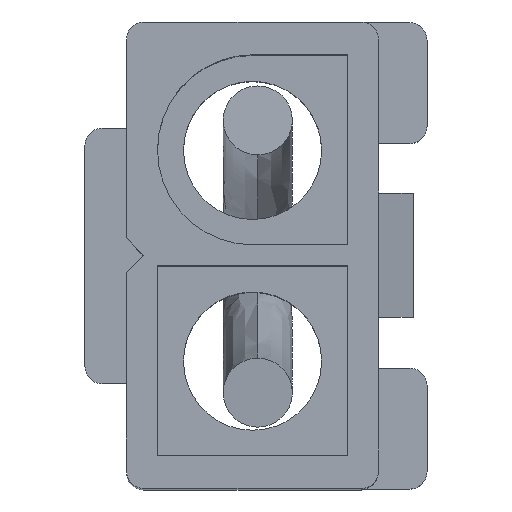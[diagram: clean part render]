
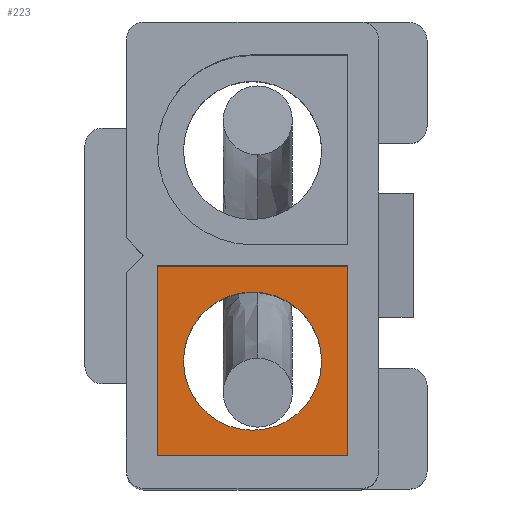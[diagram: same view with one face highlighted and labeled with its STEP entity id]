
A CAD part, top view. The second image highlights one B-rep face of the part: STEP entity #223.
In plain terms, the highlighted planar face has unit normal (0, 0, 1).
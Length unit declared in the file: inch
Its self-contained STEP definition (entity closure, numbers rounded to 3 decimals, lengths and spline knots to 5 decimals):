
#132 = VERTEX_POINT ( 'NONE', #1085 ) ;
#134 = EDGE_CURVE ( 'NONE', #135, #132, #1212, .T. ) ;
#135 = VERTEX_POINT ( 'NONE', #1213 ) ;
#210 = EDGE_LOOP ( 'NONE', ( #224, #225 ) ) ;
#211 = VERTEX_POINT ( 'NONE', #1451 ) ;
#212 = ORIENTED_EDGE ( 'NONE', *, *, #213, .F. ) ;
#213 = EDGE_CURVE ( 'NONE', #214, #211, #1450, .T. ) ;
#214 = VERTEX_POINT ( 'NONE', #1446 ) ;
#215 = ORIENTED_EDGE ( 'NONE', *, *, #216, .F. ) ;
#216 = EDGE_CURVE ( 'NONE', #430, #214, #1445, .T. ) ;
#223 = ADVANCED_FACE ( 'NONE', ( #1388, #1387 ), #1385, .T. ) ;
#224 = ORIENTED_EDGE ( 'NONE', *, *, #134, .T. ) ;
#225 = ORIENTED_EDGE ( 'NONE', *, *, #434, .T. ) ;
#226 = EDGE_LOOP ( 'NONE', ( #227, #431, #212, #215 ) ) ;
#227 = ORIENTED_EDGE ( 'NONE', *, *, #228, .F. ) ;
#228 = EDGE_CURVE ( 'NONE', #429, #430, #1501, .T. ) ;
#429 = VERTEX_POINT ( 'NONE', #1845 ) ;
#430 = VERTEX_POINT ( 'NONE', #1844 ) ;
#431 = ORIENTED_EDGE ( 'NONE', *, *, #432, .F. ) ;
#432 = EDGE_CURVE ( 'NONE', #211, #429, #1842, .T. ) ;
#434 = EDGE_CURVE ( 'NONE', #132, #135, #1922, .T. ) ;
#949 = DIRECTION ( 'NONE',  ( 1., 0., 0. ) ) ;
#1085 = CARTESIAN_POINT ( 'NONE',  ( -0.18701, -0.12008, 0. ) ) ;
#1208 = DIRECTION ( 'NONE',  ( 1., 0., 0. ) ) ;
#1209 = DIRECTION ( 'NONE',  ( 0., 0., -1. ) ) ;
#1210 = CARTESIAN_POINT ( 'NONE',  ( -0.10827, -0.12008, 0. ) ) ;
#1211 = AXIS2_PLACEMENT_3D ( 'NONE', #1210, #1209, #1208 ) ;
#1212 = CIRCLE ( 'NONE', #1211, 0.07874 ) ;
#1213 = CARTESIAN_POINT ( 'NONE',  ( -0.02953, -0.12008, 0. ) ) ;
#1382 = DIRECTION ( 'NONE',  ( 0., 0., 1. ) ) ;
#1383 = CARTESIAN_POINT ( 'NONE',  ( 0., 0., 0. ) ) ;
#1384 = AXIS2_PLACEMENT_3D ( 'NONE', #1383, #1382, #949 ) ;
#1385 = PLANE ( 'NONE',  #1384 ) ;
#1387 = FACE_OUTER_BOUND ( 'NONE', #226, .T. ) ;
#1388 = FACE_BOUND ( 'NONE', #210, .T. ) ;
#1442 = DIRECTION ( 'NONE',  ( 0., 1., 0. ) ) ;
#1443 = VECTOR ( 'NONE', #1442, 39.37008 ) ;
#1444 = CARTESIAN_POINT ( 'NONE',  ( -0.21654, -0.22835, 0. ) ) ;
#1445 = LINE ( 'NONE', #1444, #1443 ) ;
#1446 = CARTESIAN_POINT ( 'NONE',  ( -0.21654, -0.01181, 0. ) ) ;
#1447 = DIRECTION ( 'NONE',  ( 1., 0., 0. ) ) ;
#1448 = VECTOR ( 'NONE', #1447, 39.37008 ) ;
#1449 = CARTESIAN_POINT ( 'NONE',  ( -0.21654, -0.01181, 0. ) ) ;
#1450 = LINE ( 'NONE', #1449, #1448 ) ;
#1451 = CARTESIAN_POINT ( 'NONE',  ( 0., -0.01181, 0. ) ) ;
#1499 = VECTOR ( 'NONE', #1711, 39.37008 ) ;
#1500 = CARTESIAN_POINT ( 'NONE',  ( 0., -0.22835, 0. ) ) ;
#1501 = LINE ( 'NONE', #1500, #1499 ) ;
#1711 = DIRECTION ( 'NONE',  ( -1., 0., 0. ) ) ;
#1839 = DIRECTION ( 'NONE',  ( 0., -1., 0. ) ) ;
#1840 = VECTOR ( 'NONE', #1839, 39.37008 ) ;
#1841 = CARTESIAN_POINT ( 'NONE',  ( 0., -0.01181, 0. ) ) ;
#1842 = LINE ( 'NONE', #1841, #1840 ) ;
#1843 = CARTESIAN_POINT ( 'NONE',  ( -0.10827, -0.12008, 0. ) ) ;
#1844 = CARTESIAN_POINT ( 'NONE',  ( -0.21654, -0.22835, 0. ) ) ;
#1845 = CARTESIAN_POINT ( 'NONE',  ( 0., -0.22835, 0. ) ) ;
#1919 = DIRECTION ( 'NONE',  ( 1., 0., 0. ) ) ;
#1920 = DIRECTION ( 'NONE',  ( 0., 0., -1. ) ) ;
#1921 = AXIS2_PLACEMENT_3D ( 'NONE', #1843, #1920, #1919 ) ;
#1922 = CIRCLE ( 'NONE', #1921, 0.07874 ) ;
